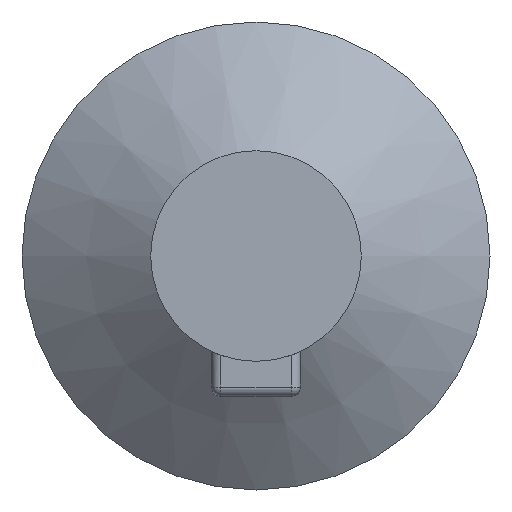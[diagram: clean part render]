
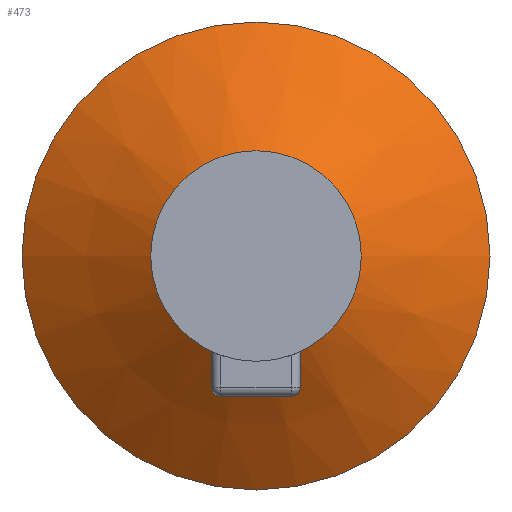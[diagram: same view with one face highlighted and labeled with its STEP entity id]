
A CAD part, left-side view. The second image highlights one B-rep face of the part: STEP entity #473.
In plain terms, the highlighted conical face has half-angle 53.973 degrees and reference radius 46.038 mm.
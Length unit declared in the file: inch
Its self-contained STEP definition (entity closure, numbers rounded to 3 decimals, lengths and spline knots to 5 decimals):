
#27=CONICAL_SURFACE('',#551,1.8125,0.942);
#80=FACE_OUTER_BOUND('',#121,.T.);
#121=EDGE_LOOP('',(#418,#419,#420,#421));
#149=LINE('',#878,#176);
#176=VECTOR('',#707,1.8125);
#205=CIRCLE('',#550,1.125);
#206=CIRCLE('',#552,2.5);
#241=VERTEX_POINT('',#872);
#242=VERTEX_POINT('',#876);
#299=EDGE_CURVE('',#241,#241,#205,.T.);
#301=EDGE_CURVE('',#242,#242,#206,.T.);
#302=EDGE_CURVE('',#242,#241,#149,.T.);
#418=ORIENTED_EDGE('',*,*,#301,.F.);
#419=ORIENTED_EDGE('',*,*,#302,.T.);
#420=ORIENTED_EDGE('',*,*,#299,.T.);
#421=ORIENTED_EDGE('',*,*,#302,.F.);
#473=ADVANCED_FACE('',(#80),#27,.T.);
#550=AXIS2_PLACEMENT_3D('',#873,#700,#701);
#551=AXIS2_PLACEMENT_3D('',#875,#703,#704);
#552=AXIS2_PLACEMENT_3D('',#877,#705,#706);
#700=DIRECTION('center_axis',(1.,0.,0.));
#701=DIRECTION('ref_axis',(0.,0.,-1.));
#703=DIRECTION('center_axis',(1.,0.,0.));
#704=DIRECTION('ref_axis',(0.,1.,0.));
#705=DIRECTION('center_axis',(1.,0.,0.));
#706=DIRECTION('ref_axis',(0.,0.,-1.));
#707=DIRECTION('',(-0.588,0.809,0.));
#872=CARTESIAN_POINT('',(-1.625,-1.125,0.));
#873=CARTESIAN_POINT('Origin',(-1.625,0.,0.));
#875=CARTESIAN_POINT('Origin',(-1.125,0.,0.));
#876=CARTESIAN_POINT('',(-0.625,-2.5,0.));
#877=CARTESIAN_POINT('Origin',(-0.625,0.,0.));
#878=CARTESIAN_POINT('',(-1.125,-1.8125,0.));
